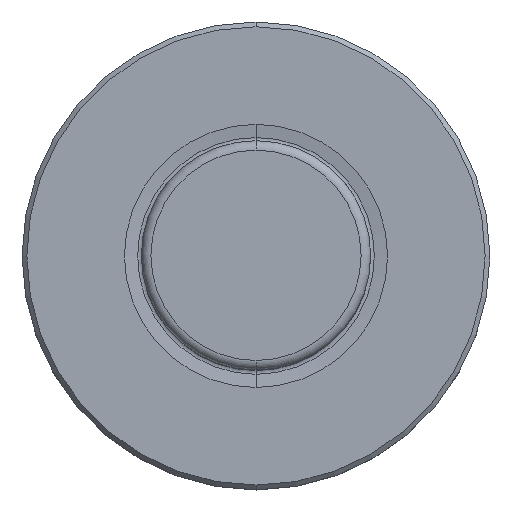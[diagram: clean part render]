
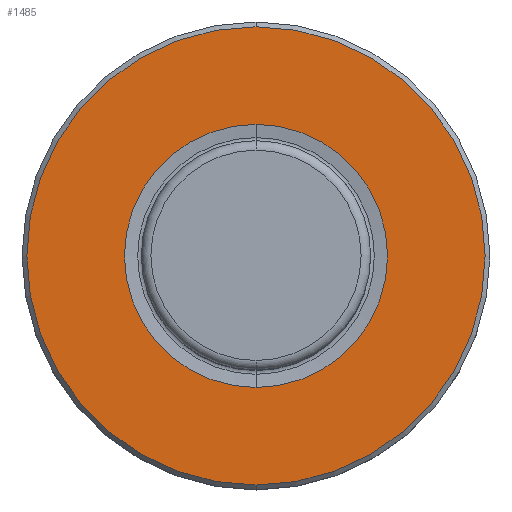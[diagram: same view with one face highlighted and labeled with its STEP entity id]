
A CAD part, top view. The second image highlights one B-rep face of the part: STEP entity #1485.
In plain terms, the highlighted face is planar.
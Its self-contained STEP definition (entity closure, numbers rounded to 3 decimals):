
#548=CARTESIAN_POINT('',(0.,0.,0.));
#549=DIRECTION('',(0.,0.,1.));
#550=DIRECTION('',(0.,1.,0.));
#551=AXIS2_PLACEMENT_3D('',#548,#549,#550);
#556=CARTESIAN_POINT('',(0.,0.,0.));
#557=DIRECTION('',(0.,0.,1.));
#558=DIRECTION('',(0.,-1.,0.));
#559=AXIS2_PLACEMENT_3D('',#556,#557,#558);
#564=CARTESIAN_POINT('',(0.,0.,0.));
#565=DIRECTION('',(0.,0.,-1.));
#566=DIRECTION('',(0.,1.,0.));
#567=AXIS2_PLACEMENT_3D('',#564,#565,#566);
#572=CARTESIAN_POINT('',(0.,0.,0.));
#573=DIRECTION('',(0.,0.,-1.));
#574=DIRECTION('',(0.,-1.,0.));
#575=AXIS2_PLACEMENT_3D('',#572,#573,#574);
#891=CARTESIAN_POINT('',(0.,23.975,0.));
#893=VERTEX_POINT('',#891);
#902=CARTESIAN_POINT('',(0.,-23.975,0.));
#904=VERTEX_POINT('',#902);
#924=CARTESIAN_POINT('',(0.,13.765,0.));
#925=VERTEX_POINT('',#924);
#928=CARTESIAN_POINT('',(0.,-13.765,0.));
#929=VERTEX_POINT('',#928);
#1470=CARTESIAN_POINT('',(0.,0.,0.));
#1471=DIRECTION('',(0.,0.,-1.));
#1472=DIRECTION('',(0.,-1.,0.));
#1473=AXIS2_PLACEMENT_3D('',#1470,#1471,#1472);
#1474=PLANE('',#1473);
#1475=ORIENTED_EDGE('',*,*,#1452,.T.);
#1476=ORIENTED_EDGE('',*,*,#1463,.T.);
#1477=EDGE_LOOP('',(#1475,#1476));
#1478=FACE_OUTER_BOUND('',#1477,.F.);
#1480=ORIENTED_EDGE('',*,*,#1479,.T.);
#1482=ORIENTED_EDGE('',*,*,#1481,.T.);
#1483=EDGE_LOOP('',(#1480,#1482));
#1484=FACE_BOUND('',#1483,.F.);
#552=CIRCLE('',#551,23.975);
#560=CIRCLE('',#559,23.975);
#568=CIRCLE('',#567,13.765);
#576=CIRCLE('',#575,13.765);
#1452=EDGE_CURVE('',#893,#904,#552,.T.);
#1463=EDGE_CURVE('',#904,#893,#560,.T.);
#1479=EDGE_CURVE('',#925,#929,#568,.T.);
#1481=EDGE_CURVE('',#929,#925,#576,.T.);
#1485=ADVANCED_FACE('',(#1478,#1484),#1474,.T.);
